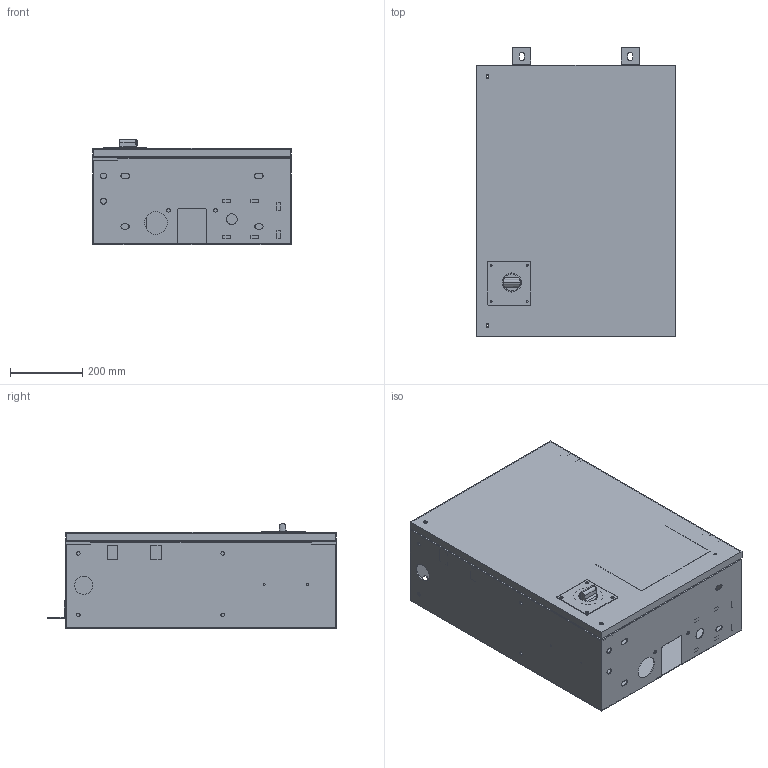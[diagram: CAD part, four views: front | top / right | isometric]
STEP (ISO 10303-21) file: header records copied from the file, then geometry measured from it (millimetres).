
FILE_DESCRIPTION (( 'STEP AP203' ), '1' );
FILE_NAME ('01A0534505P-¹q±±½c.STEP', '2023-10-02T08:08:54', ( '' ), ( '' ), 'SwSTEP 2.0', 'SolidWorks 2018', '' );
FILE_SCHEMA (( 'CONFIG_CONTROL_DESIGN' ));
Length unit declared in the file: millimetre
Products named in the file (1): 01A0534505P-電控箱
Bounding box: 550 x 800 x 291.02 mm (x, y, z)
Volume: 3576806 mm3; surface area: 3486796.5 mm2
Topology: 16 solids, 16 shells, 482 faces, 1258 edges, 841 vertices
Faces by surface type: plane 340, cylinder 138, bspline 4
Full cylindrical faces by diameter (mm): 3 x2, 3.3 x4, 4.2 x2, 5 x10, 5.8 x2, 6 x4, 7 x15, 9.2 x2, 10 x10, 14 x2, 18.149 x1, 23 x2, 30 x1, 35 x1, 47.197 x1, 50 x1, 53 x1, 63 x1, 80 x1
Entity records: 15334 total; most frequent: CARTESIAN_POINT 3394, DIRECTION 2374, ORIENTED_EDGE 2342, EDGE_CURVE 1171, VECTOR 878, LINE 878, VERTEX_POINT 821, AXIS2_PLACEMENT_3D 748
